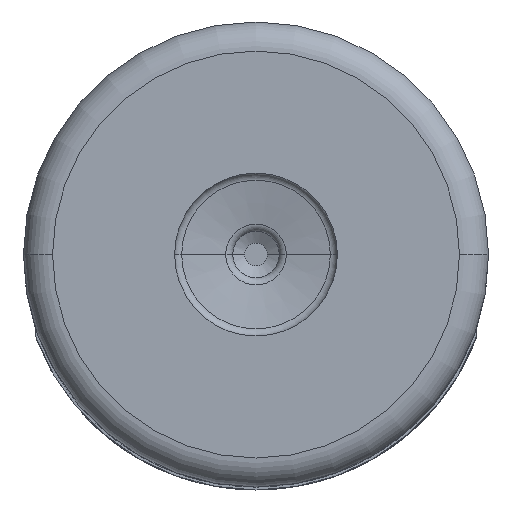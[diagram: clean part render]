
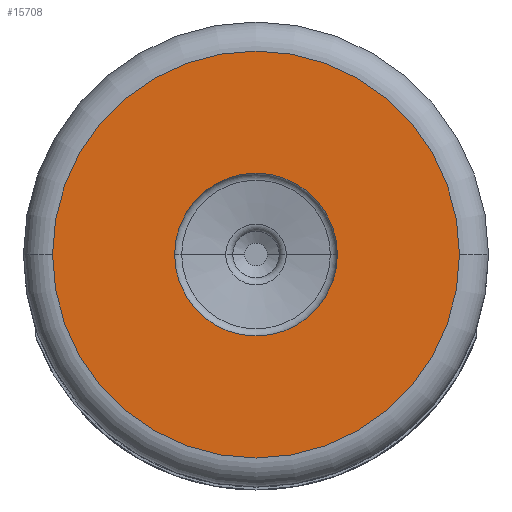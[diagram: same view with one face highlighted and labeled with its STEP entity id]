
A CAD part, front view. The second image highlights one B-rep face of the part: STEP entity #15708.
In plain terms, the highlighted planar face has unit normal (0, -1, 0).
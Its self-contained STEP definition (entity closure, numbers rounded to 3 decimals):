
#2089=CARTESIAN_POINT('',(0.,-4.,0.));
#2090=DIRECTION('',(0.,-1.,0.));
#2091=DIRECTION('',(1.,0.,0.));
#2092=AXIS2_PLACEMENT_3D('',#2089,#2090,#2091);
#2104=CARTESIAN_POINT('',(0.,-4.,0.));
#2105=DIRECTION('',(0.,-1.,0.));
#2106=DIRECTION('',(-1.,0.,0.));
#2107=AXIS2_PLACEMENT_3D('',#2104,#2105,#2106);
#2109=CARTESIAN_POINT('',(0.,-4.,0.));
#2110=DIRECTION('',(0.,-1.,0.));
#2111=DIRECTION('',(1.,0.,0.));
#2112=AXIS2_PLACEMENT_3D('',#2109,#2110,#2111);
#2114=CARTESIAN_POINT('',(0.,-4.,0.));
#2115=DIRECTION('',(0.,-1.,0.));
#2116=DIRECTION('',(-1.,0.,0.));
#2117=AXIS2_PLACEMENT_3D('',#2114,#2115,#2116);
#13540=CARTESIAN_POINT('',(-1.4,-4.,0.));
#13541=CARTESIAN_POINT('',(1.4,-4.,0.));
#13542=VERTEX_POINT('',#13540);
#13543=VERTEX_POINT('',#13541);
#13544=CARTESIAN_POINT('',(3.5,-4.,0.));
#13545=CARTESIAN_POINT('',(-3.5,-4.,0.));
#13546=VERTEX_POINT('',#13544);
#13547=VERTEX_POINT('',#13545);
#15692=CARTESIAN_POINT('',(0.,-4.,0.));
#15693=DIRECTION('',(0.,1.,0.));
#15694=DIRECTION('',(1.,0.,0.));
#15695=AXIS2_PLACEMENT_3D('',#15692,#15693,#15694);
#15696=PLANE('',#15695);
#15697=ORIENTED_EDGE('',*,*,#15682,.F.);
#15699=ORIENTED_EDGE('',*,*,#15698,.F.);
#15700=EDGE_LOOP('',(#15697,#15699));
#15701=FACE_OUTER_BOUND('',#15700,.F.);
#15703=ORIENTED_EDGE('',*,*,#15702,.T.);
#15705=ORIENTED_EDGE('',*,*,#15704,.T.);
#15706=EDGE_LOOP('',(#15703,#15705));
#15707=FACE_BOUND('',#15706,.F.);
#15708=ADVANCED_FACE('',(#15701,#15707),#15696,.F.);
#2093=CIRCLE('',#2092,3.5);
#2108=CIRCLE('',#2107,1.4);
#2113=CIRCLE('',#2112,1.4);
#2118=CIRCLE('',#2117,3.5);
#15682=EDGE_CURVE('',#13546,#13547,#2093,.T.);
#15698=EDGE_CURVE('',#13547,#13546,#2118,.T.);
#15702=EDGE_CURVE('',#13542,#13543,#2108,.T.);
#15704=EDGE_CURVE('',#13543,#13542,#2113,.T.);
